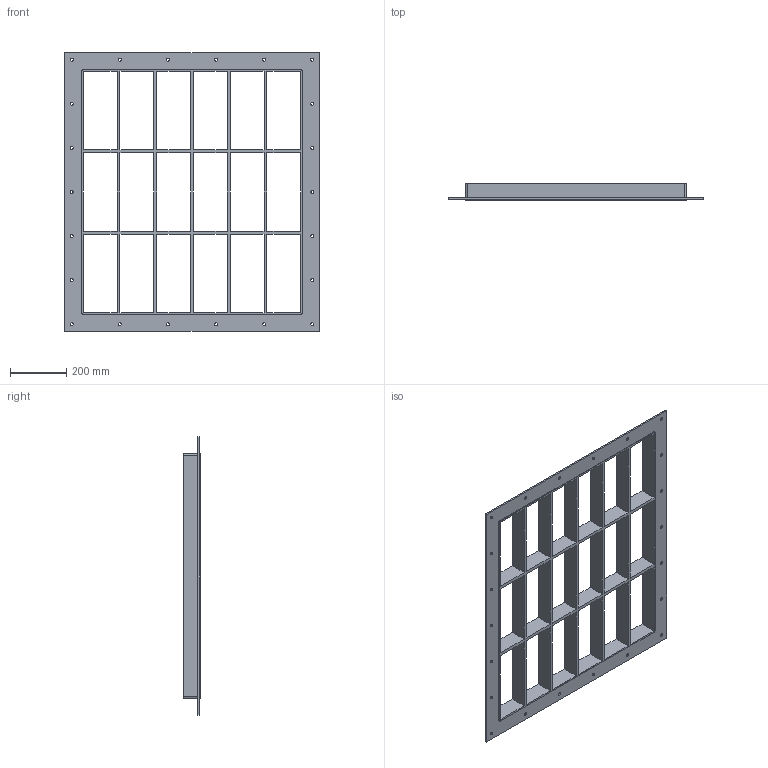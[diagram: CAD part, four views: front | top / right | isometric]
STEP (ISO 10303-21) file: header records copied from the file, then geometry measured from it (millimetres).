
FILE_DESCRIPTION((''),'2;1');
FILE_NAME('GH8+8+8X6.stp','2015-01-14T09:08:12',(''),(''),'Autodesk Inventor 2013','Autodesk Inventor 2013','');
FILE_SCHEMA(('AUTOMOTIVE_DESIGN { 1 0 10303 214 1 1 1 1 }'));
Length unit declared in the file: millimetre
Products named in the file (1): GH-ISO
Bounding box: 905 x 60 x 990 mm (x, y, z)
Volume: 6062981.4 mm3; surface area: 1648164 mm2
Topology: 1 solids, 1 shells, 118 faces, 364 edges, 250 vertices
Faces by surface type: plane 88, cylinder 30
Full cylindrical faces by diameter (mm): 10.5 x22
Entity records: 3942 total; most frequent: CARTESIAN_POINT 667, ORIENTED_EDGE 640, DIRECTION 618, EDGE_CURVE 320, VECTOR 260, LINE 260, VERTEX_POINT 228, EDGE_LOOP 222
